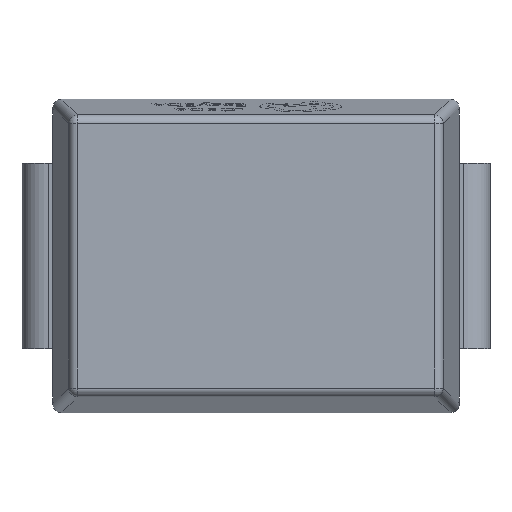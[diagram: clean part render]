
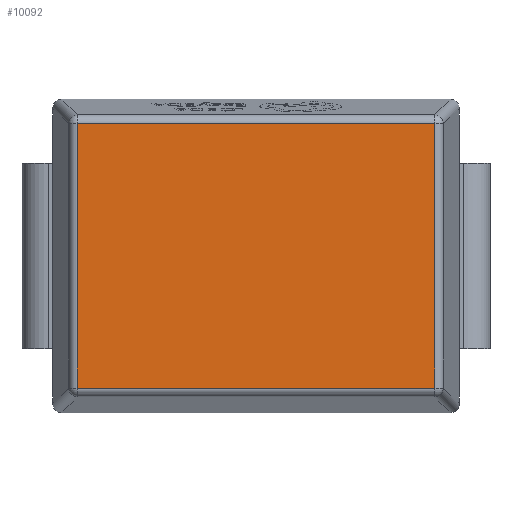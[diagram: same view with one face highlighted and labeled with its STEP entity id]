
A CAD part, top view. The second image highlights one B-rep face of the part: STEP entity #10092.
In plain terms, the highlighted planar face has unit normal (0, 0, 1).
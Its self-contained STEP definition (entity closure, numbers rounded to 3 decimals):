
#324 = EDGE_CURVE ( 'NONE', #3813, #1290, #3833, .T. ) ;
#702 = EDGE_CURVE ( 'NONE', #1290, #3699, #8976, .T. ) ;
#1290 = VERTEX_POINT ( 'NONE', #3443 ) ;
#1328 = ORIENTED_EDGE ( 'NONE', *, *, #702, .T. ) ;
#1464 = CARTESIAN_POINT ( 'NONE',  ( -2.106, 1.497, 1.1 ) ) ;
#1977 = EDGE_CURVE ( 'NONE', #6602, #3813, #4038, .T. ) ;
#2331 = DIRECTION ( 'NONE',  ( 1., 0., 0. ) ) ;
#2397 = DIRECTION ( 'NONE',  ( 1., 0., 0. ) ) ;
#2811 = ORIENTED_EDGE ( 'NONE', *, *, #324, .T. ) ;
#3353 = VECTOR ( 'NONE', #12365, 1000. ) ;
#3443 = CARTESIAN_POINT ( 'NONE',  ( -2.022, 1.497, 1.1 ) ) ;
#3699 = VERTEX_POINT ( 'NONE', #6881 ) ;
#3813 = VERTEX_POINT ( 'NONE', #13361 ) ;
#3829 = ORIENTED_EDGE ( 'NONE', *, *, #1977, .T. ) ;
#3833 = LINE ( 'NONE', #1464, #10727 ) ;
#4038 = LINE ( 'NONE', #10346, #3353 ) ;
#5280 = VECTOR ( 'NONE', #10194, 1000. ) ;
#5293 = ORIENTED_EDGE ( 'NONE', *, *, #10150, .T. ) ;
#6449 = CARTESIAN_POINT ( 'NONE',  ( 2.022, -1.497, 1.1 ) ) ;
#6602 = VERTEX_POINT ( 'NONE', #6449 ) ;
#6723 = VECTOR ( 'NONE', #2331, 1000. ) ;
#6881 = CARTESIAN_POINT ( 'NONE',  ( -2.022, -1.497, 1.1 ) ) ;
#7517 = CARTESIAN_POINT ( 'NONE',  ( 2.106, -1.497, 1.1 ) ) ;
#7652 = CARTESIAN_POINT ( 'NONE',  ( 0., 0., 1.1 ) ) ;
#7722 = PLANE ( 'NONE',  #9724 ) ;
#8863 = LINE ( 'NONE', #7517, #6723 ) ;
#8976 = LINE ( 'NONE', #11012, #5280 ) ;
#9604 = FACE_OUTER_BOUND ( 'NONE', #10766, .T. ) ;
#9724 = AXIS2_PLACEMENT_3D ( 'NONE', #7652, #10844, #2397 ) ;
#10092 = ADVANCED_FACE ( 'NONE', ( #9604 ), #7722, .T. ) ;
#10150 = EDGE_CURVE ( 'NONE', #3699, #6602, #8863, .T. ) ;
#10194 = DIRECTION ( 'NONE',  ( 0., -1., 0. ) ) ;
#10346 = CARTESIAN_POINT ( 'NONE',  ( 2.022, 1.581, 1.1 ) ) ;
#10727 = VECTOR ( 'NONE', #11992, 1000. ) ;
#10766 = EDGE_LOOP ( 'NONE', ( #2811, #1328, #5293, #3829 ) ) ;
#10844 = DIRECTION ( 'NONE',  ( 0., 0., 1. ) ) ;
#11012 = CARTESIAN_POINT ( 'NONE',  ( -2.022, -1.581, 1.1 ) ) ;
#11992 = DIRECTION ( 'NONE',  ( -1., 0., 0. ) ) ;
#12365 = DIRECTION ( 'NONE',  ( 0., 1., 0. ) ) ;
#13361 = CARTESIAN_POINT ( 'NONE',  ( 2.022, 1.497, 1.1 ) ) ;
